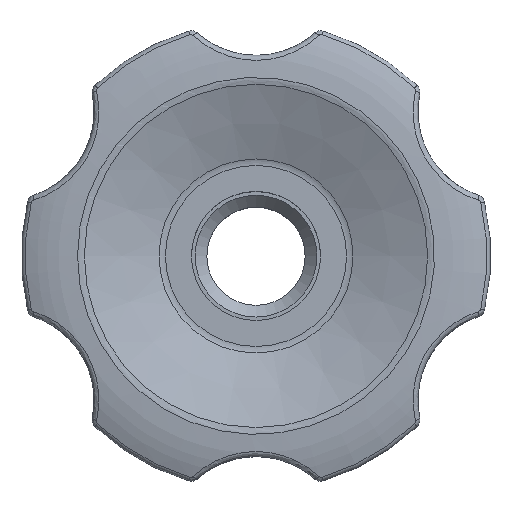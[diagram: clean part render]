
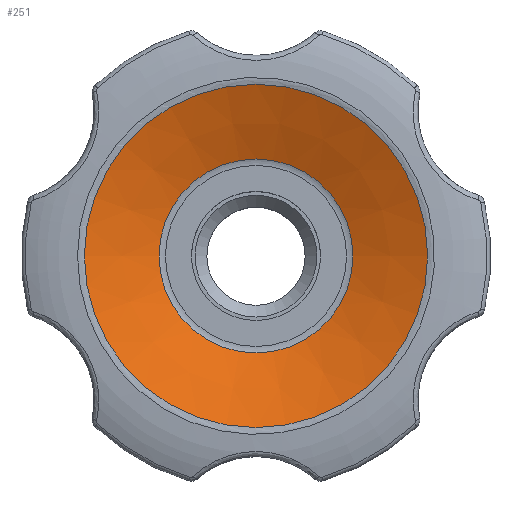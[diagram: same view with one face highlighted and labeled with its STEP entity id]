
A CAD part, top view. The second image highlights one B-rep face of the part: STEP entity #251.
In plain terms, the highlighted conical face has half-angle 68.629 degrees and reference radius 14.9 mm.
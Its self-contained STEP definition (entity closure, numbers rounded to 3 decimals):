
#251 = ADVANCED_FACE( '', ( #533, #534 ), #535, .F. );
#533 = FACE_BOUND( '', #3538, .T. );
#534 = FACE_OUTER_BOUND( '', #3539, .T. );
#535 = CONICAL_SURFACE( '', #3540, 14.9, 1.198 );
#3538 = EDGE_LOOP( '', ( #5843 ) );
#3539 = EDGE_LOOP( '', ( #5844 ) );
#3540 = AXIS2_PLACEMENT_3D( '', #5845, #5846, #5847 );
#5843 = ORIENTED_EDGE( '', *, *, #6104, .T. );
#5844 = ORIENTED_EDGE( '', *, *, #6159, .T. );
#5845 = CARTESIAN_POINT( '', ( 0., 0., 28. ) );
#5846 = DIRECTION( '', ( 0., 0., 1. ) );
#5847 = DIRECTION( '', ( 1., 0., 0. ) );
#6104 = EDGE_CURVE( '', #6457, #6457, #6458, .F. );
#6159 = EDGE_CURVE( '', #6540, #6540, #6541, .F. );
#6457 = VERTEX_POINT( '', #7645 );
#6458 = CIRCLE( '', #7646, 8.264 );
#6540 = VERTEX_POINT( '', #8750 );
#6541 = CIRCLE( '', #8751, 14.628 );
#7645 = CARTESIAN_POINT( '', ( 8.264, 0., 25.403 ) );
#7646 = AXIS2_PLACEMENT_3D( '', #9642, #9643, #9644 );
#8750 = CARTESIAN_POINT( '', ( -14.628, 0., 27.894 ) );
#8751 = AXIS2_PLACEMENT_3D( '', #9698, #9699, #9700 );
#9642 = CARTESIAN_POINT( '', ( 0., 0., 25.403 ) );
#9643 = DIRECTION( '', ( 0., 0., 1. ) );
#9644 = DIRECTION( '', ( 1., 0., 0. ) );
#9698 = CARTESIAN_POINT( '', ( 0., 0., 27.894 ) );
#9699 = DIRECTION( '', ( 0., 0., -1. ) );
#9700 = DIRECTION( '', ( -1., 0., 0. ) );
